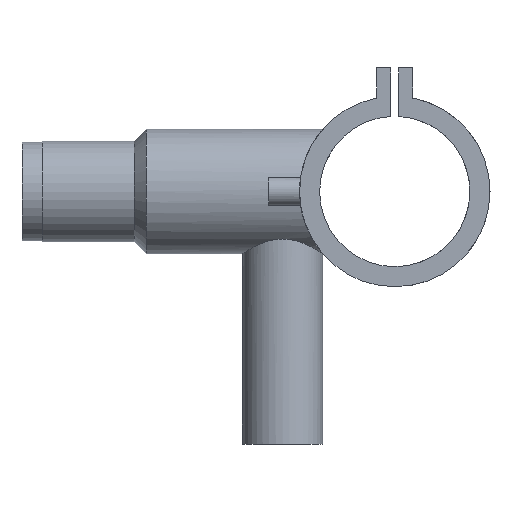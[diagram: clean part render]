
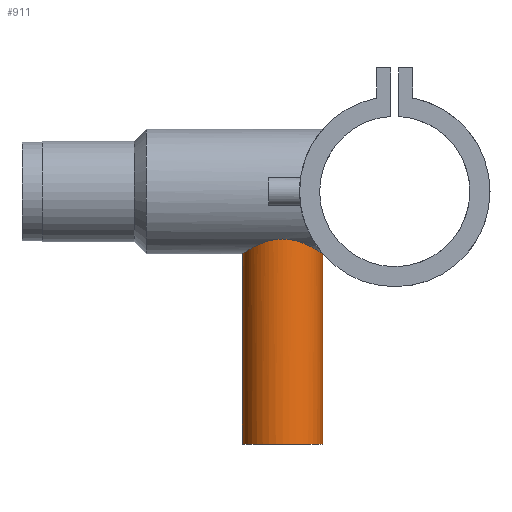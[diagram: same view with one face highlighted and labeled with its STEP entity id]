
A CAD part, left-side view. The second image highlights one B-rep face of the part: STEP entity #911.
In plain terms, the highlighted cylindrical face has radius 20 mm (diameter 40 mm), a partial arc.
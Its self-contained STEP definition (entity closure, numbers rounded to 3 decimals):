
#69 = VERTEX_POINT ( 'NONE', #172 ) ;
#164 = CARTESIAN_POINT ( 'NONE',  ( -9.018, 73.899, -29.685 ) ) ;
#172 = CARTESIAN_POINT ( 'NONE',  ( 0., 36., -126. ) ) ;
#177 = CARTESIAN_POINT ( 'NONE',  ( -19.455, 60.685, -24.136 ) ) ;
#190 = CARTESIAN_POINT ( 'NONE',  ( -18.179, 47.637, -25.112 ) ) ;
#203 = CARTESIAN_POINT ( 'NONE',  ( -8.123, 37.721, -29.918 ) ) ;
#220 = ORIENTED_EDGE ( 'NONE', *, *, #768, .T. ) ;
#298 = CARTESIAN_POINT ( 'NONE',  ( 0., 76., 0. ) ) ;
#342 = CIRCLE ( 'NONE', #1861, 20. ) ;
#372 = AXIS2_PLACEMENT_3D ( 'NONE', #2288, #528, #1398 ) ;
#386 = DIRECTION ( 'NONE',  ( 0., 0., -1. ) ) ;
#393 = CARTESIAN_POINT ( 'NONE',  ( -5.308, 75.294, -30.549 ) ) ;
#402 = CARTESIAN_POINT ( 'NONE',  ( 0., 56., -126. ) ) ;
#406 = CARTESIAN_POINT ( 'NONE',  ( -18.667, 63.21, -24.752 ) ) ;
#418 = CARTESIAN_POINT ( 'NONE',  ( -19.201, 50.393, -24.338 ) ) ;
#433 = CARTESIAN_POINT ( 'NONE',  ( -9.307, 38.295, -29.571 ) ) ;
#472 = VERTEX_POINT ( 'NONE', #2467 ) ;
#528 = DIRECTION ( 'NONE',  ( 0., 0., -1. ) ) ;
#564 = VECTOR ( 'NONE', #1184, 1000. ) ;
#611 = CARTESIAN_POINT ( 'NONE',  ( -1.365, 76., -31. ) ) ;
#626 = CARTESIAN_POINT ( 'NONE',  ( -16.238, 67.694, -26.411 ) ) ;
#639 = CARTESIAN_POINT ( 'NONE',  ( -19.532, 51.687, -24.073 ) ) ;
#652 = CARTESIAN_POINT ( 'NONE',  ( -12.296, 40.174, -28.48 ) ) ;
#669 = CARTESIAN_POINT ( 'NONE',  ( -1.346, 36.034, -30.978 ) ) ;
#740 = FACE_OUTER_BOUND ( 'NONE', #2417, .T. ) ;
#768 = EDGE_CURVE ( 'NONE', #1112, #472, #2107, .T. ) ;
#842 = CARTESIAN_POINT ( 'NONE',  ( -14.62, 69.662, -27.341 ) ) ;
#857 = CARTESIAN_POINT ( 'NONE',  ( -19.999, 56.696, -23.686 ) ) ;
#861 = VECTOR ( 'NONE', #386, 1000. ) ;
#870 = CARTESIAN_POINT ( 'NONE',  ( -15.885, 43.781, -26.634 ) ) ;
#884 = CARTESIAN_POINT ( 'NONE',  ( -3.366, 36.282, -30.819 ) ) ;
#911 = ADVANCED_FACE ( 'NONE', ( #740 ), #1585, .T. ) ;
#1051 = EDGE_CURVE ( 'NONE', #1112, #2328, #2353, .T. ) ;
#1058 = CARTESIAN_POINT ( 'NONE',  ( -10.156, 73.278, -29.312 ) ) ;
#1070 = CARTESIAN_POINT ( 'NONE',  ( -19.723, 59.382, -23.917 ) ) ;
#1089 = CARTESIAN_POINT ( 'NONE',  ( -17.898, 47.051, -25.314 ) ) ;
#1099 = CARTESIAN_POINT ( 'NONE',  ( -6.603, 37.075, -30.315 ) ) ;
#1112 = VERTEX_POINT ( 'NONE', #2272 ) ;
#1116 = ORIENTED_EDGE ( 'NONE', *, *, #1051, .F. ) ;
#1184 = DIRECTION ( 'NONE',  ( 0., 0., -1. ) ) ;
#1226 = EDGE_CURVE ( 'NONE', #2328, #69, #1462, .T. ) ;
#1277 = CARTESIAN_POINT ( 'NONE',  ( -6.588, 74.896, -30.299 ) ) ;
#1284 = DIRECTION ( 'NONE',  ( 0., 0., -1. ) ) ;
#1288 = CARTESIAN_POINT ( 'NONE',  ( -18.893, 62.594, -24.578 ) ) ;
#1299 = CARTESIAN_POINT ( 'NONE',  ( -18.908, 49.448, -24.567 ) ) ;
#1312 = CARTESIAN_POINT ( 'NONE',  ( -9.017, 38.145, -29.661 ) ) ;
#1357 = EDGE_CURVE ( 'NONE', #69, #472, #342, .T. ) ;
#1398 = DIRECTION ( 'NONE',  ( 0., 1., 0. ) ) ;
#1462 = LINE ( 'NONE', #2181, #861 ) ;
#1468 = CARTESIAN_POINT ( 'NONE',  ( -2.7, 75.862, -30.91 ) ) ;
#1484 = CARTESIAN_POINT ( 'NONE',  ( -17.302, 66.113, -25.736 ) ) ;
#1494 = CARTESIAN_POINT ( 'NONE',  ( -19.457, 51.358, -24.134 ) ) ;
#1504 = CARTESIAN_POINT ( 'NONE',  ( -10.71, 39.097, -29.097 ) ) ;
#1518 = CARTESIAN_POINT ( 'NONE',  ( -0.673, 36., -31. ) ) ;
#1585 = CYLINDRICAL_SURFACE ( 'NONE', #372, 20. ) ;
#1671 = CARTESIAN_POINT ( 'NONE',  ( -15.046, 69.192, -27.108 ) ) ;
#1686 = CARTESIAN_POINT ( 'NONE',  ( -20.001, 54.662, -23.684 ) ) ;
#1696 = CARTESIAN_POINT ( 'NONE',  ( -15.081, 42.801, -27.103 ) ) ;
#1706 = CARTESIAN_POINT ( 'NONE',  ( -2.696, 36.18, -30.884 ) ) ;
#1844 = CARTESIAN_POINT ( 'NONE',  ( -12.301, 71.823, -28.478 ) ) ;
#1854 = CARTESIAN_POINT ( 'NONE',  ( -19.825, 58.722, -23.832 ) ) ;
#1861 = AXIS2_PLACEMENT_3D ( 'NONE', #402, #1284, #2017 ) ;
#1865 = CARTESIAN_POINT ( 'NONE',  ( -17.282, 45.913, -25.738 ) ) ;
#1876 = CARTESIAN_POINT ( 'NONE',  ( -5.34, 36.679, -30.565 ) ) ;
#2011 = CARTESIAN_POINT ( 'NONE',  ( -7.208, 74.667, -30.157 ) ) ;
#2017 = DIRECTION ( 'NONE',  ( 0., 1., 0. ) ) ;
#2021 = CARTESIAN_POINT ( 'NONE',  ( -19.289, 61.327, -24.269 ) ) ;
#2032 = CARTESIAN_POINT ( 'NONE',  ( -18.684, 48.835, -24.739 ) ) ;
#2042 = CARTESIAN_POINT ( 'NONE',  ( -8.425, 37.858, -29.835 ) ) ;
#2055 = ORIENTED_EDGE ( 'NONE', *, *, #1357, .F. ) ;
#2107 = LINE ( 'NONE', #298, #564 ) ;
#2181 = CARTESIAN_POINT ( 'NONE',  ( 0., 36., 0. ) ) ;
#2185 = CARTESIAN_POINT ( 'NONE',  ( -4.661, 75.461, -30.655 ) ) ;
#2195 = CARTESIAN_POINT ( 'NONE',  ( -17.909, 64.996, -25.311 ) ) ;
#2206 = CARTESIAN_POINT ( 'NONE',  ( -19.291, 50.712, -24.266 ) ) ;
#2216 = CARTESIAN_POINT ( 'NONE',  ( -10.162, 38.762, -29.293 ) ) ;
#2227 = CARTESIAN_POINT ( 'NONE',  ( 0., 36., -31. ) ) ;
#2272 = CARTESIAN_POINT ( 'NONE',  ( 0., 76., -31. ) ) ;
#2288 = CARTESIAN_POINT ( 'NONE',  ( 0., 56., 0. ) ) ;
#2328 = VERTEX_POINT ( 'NONE', #2497 ) ;
#2353 = B_SPLINE_CURVE_WITH_KNOTS ( 'NONE', 3,
 ( #2355, #611, #1468, #2185, #393, #1277, #2011, #164, #1058, #1844, #2535, #842, #1671, #2365, #626, #1484, #2195, #406, #1288, #2021, #177, #1070, #1854, #2545, #857, #1686, #2377, #639, #1494, #2206, #418, #1299, #2032, #190, #1089, #1865, #2556, #870, #1696, #2387, #652, #1504, #2216, #433, #1312, #2042, #203, #1099, #1876, #2567, #884, #1706, #2398, #669, #1518, #2227 ),
 .UNSPECIFIED., .F., .F.,
 ( 4, 2, 2, 2, 2, 2, 2, 2, 2, 2, 2, 2, 2, 2, 2, 2, 2, 2, 2, 2, 2, 2, 2, 2, 2, 2, 2, 4 ),
 ( 0., 0.004, 0.006, 0.008, 0.012, 0.016, 0.018, 0.02, 0.024, 0.026, 0.028, 0.03, 0.032, 0.036, 0.037, 0.038, 0.04, 0.042, 0.044, 0.048, 0.052, 0.054, 0.055, 0.056, 0.06, 0.061, 0.062, 0.064 ),
 .UNSPECIFIED. ) ;
#2355 = CARTESIAN_POINT ( 'NONE',  ( 0., 76., -31. ) ) ;
#2365 = CARTESIAN_POINT ( 'NONE',  ( -15.856, 68.207, -26.642 ) ) ;
#2377 = CARTESIAN_POINT ( 'NONE',  ( -19.866, 53.328, -23.8 ) ) ;
#2387 = CARTESIAN_POINT ( 'NONE',  ( -13.274, 40.985, -28.033 ) ) ;
#2398 = CARTESIAN_POINT ( 'NONE',  ( -2.357, 36.137, -30.912 ) ) ;
#2417 = EDGE_LOOP ( 'NONE', ( #2581, #1116, #220, #2055 ) ) ;
#2467 = CARTESIAN_POINT ( 'NONE',  ( 0., 76., -126. ) ) ;
#2497 = CARTESIAN_POINT ( 'NONE',  ( 0., 36., -31. ) ) ;
#2535 = CARTESIAN_POINT ( 'NONE',  ( -13.279, 71.009, -28.03 ) ) ;
#2545 = CARTESIAN_POINT ( 'NONE',  ( -19.964, 57.381, -23.716 ) ) ;
#2556 = CARTESIAN_POINT ( 'NONE',  ( -16.95, 45.366, -25.959 ) ) ;
#2567 = CARTESIAN_POINT ( 'NONE',  ( -3.697, 36.342, -30.78 ) ) ;
#2581 = ORIENTED_EDGE ( 'NONE', *, *, #1226, .F. ) ;
